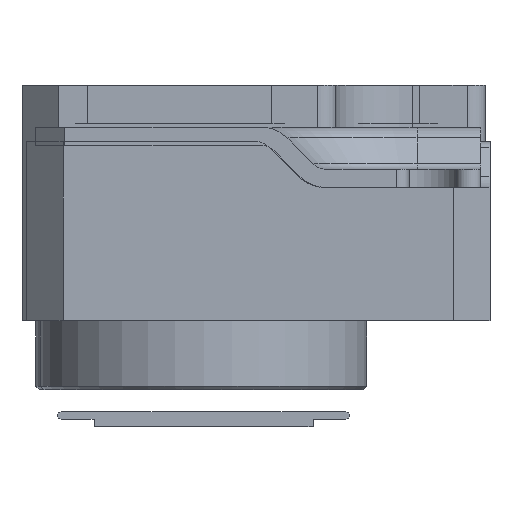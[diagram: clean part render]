
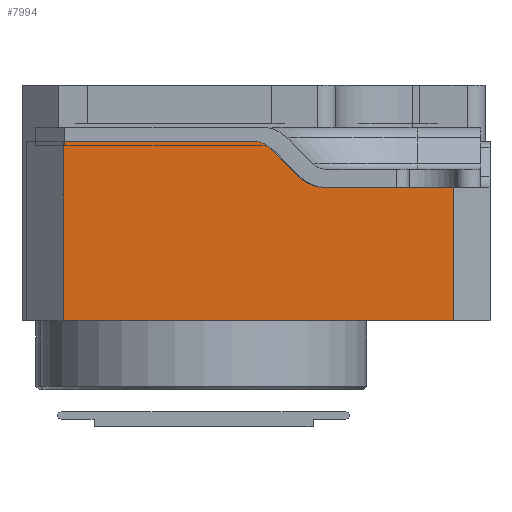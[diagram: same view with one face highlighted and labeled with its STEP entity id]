
A CAD part, front view. The second image highlights one B-rep face of the part: STEP entity #7994.
In plain terms, the highlighted planar face has unit normal (0, -1, 0).
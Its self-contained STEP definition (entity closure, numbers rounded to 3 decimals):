
#4779=CIRCLE('',#45527,1.);
#4780=CIRCLE('',#45528,0.5);
#7994=ADVANCED_FACE('',(#11758),#9774,.T.);
#9774=PLANE('',#45529);
#11758=FACE_OUTER_BOUND('',#13977,.T.);
#13977=EDGE_LOOP('',(#24665,#24666,#24667,#24668,#24669,#24670,#24671,#24672));
#24665=ORIENTED_EDGE('',*,*,#34823,.T.);
#24666=ORIENTED_EDGE('',*,*,#34838,.T.);
#24667=ORIENTED_EDGE('',*,*,#34839,.T.);
#24668=ORIENTED_EDGE('',*,*,#34840,.T.);
#24669=ORIENTED_EDGE('',*,*,#34841,.F.);
#24670=ORIENTED_EDGE('',*,*,#34842,.T.);
#24671=ORIENTED_EDGE('',*,*,#34843,.T.);
#24672=ORIENTED_EDGE('',*,*,#34844,.T.);
#29275=VERTEX_POINT('',#71735);
#29276=VERTEX_POINT('',#71737);
#29289=VERTEX_POINT('',#71767);
#29290=VERTEX_POINT('',#71769);
#29291=VERTEX_POINT('',#71771);
#29292=VERTEX_POINT('',#71773);
#29293=VERTEX_POINT('',#71775);
#29294=VERTEX_POINT('',#71777);
#34823=EDGE_CURVE('',#29276,#29275,#38959,.T.);
#34838=EDGE_CURVE('',#29275,#29289,#38970,.T.);
#34839=EDGE_CURVE('',#29289,#29290,#38971,.T.);
#34840=EDGE_CURVE('',#29290,#29291,#38972,.T.);
#34841=EDGE_CURVE('',#29292,#29291,#38973,.T.);
#34842=EDGE_CURVE('',#29292,#29293,#4779,.T.);
#34843=EDGE_CURVE('',#29293,#29294,#38974,.T.);
#34844=EDGE_CURVE('',#29294,#29276,#4780,.T.);
#38959=LINE('',#71736,#42983);
#38970=LINE('',#71766,#42994);
#38971=LINE('',#71768,#42995);
#38972=LINE('',#71770,#42996);
#38973=LINE('',#71772,#42997);
#38974=LINE('',#71776,#42998);
#42983=VECTOR('',#54132,1.);
#42994=VECTOR('',#54155,1.);
#42995=VECTOR('',#54156,1.);
#42996=VECTOR('',#54157,1.);
#42997=VECTOR('',#54158,1.);
#42998=VECTOR('',#54161,1.);
#45527=AXIS2_PLACEMENT_3D('',#71774,#54159,#54160);
#45528=AXIS2_PLACEMENT_3D('',#71778,#54162,#54163);
#45529=AXIS2_PLACEMENT_3D('',#71779,#54164,#54165);
#54132=DIRECTION('',(-1.,0.,0.));
#54155=DIRECTION('',(0.,0.,-1.));
#54156=DIRECTION('',(1.,0.,0.));
#54157=DIRECTION('',(0.,0.,1.));
#54158=DIRECTION('',(1.,0.,0.));
#54159=DIRECTION('',(0.,1.,0.));
#54160=DIRECTION('',(0.,0.,-1.));
#54161=DIRECTION('',(-0.707,0.,0.707));
#54162=DIRECTION('',(0.,-1.,0.));
#54163=DIRECTION('',(0.,0.,-1.));
#54164=DIRECTION('',(0.,-1.,0.));
#54165=DIRECTION('',(0.,0.,-1.));
#71735=CARTESIAN_POINT('',(1.,0.,4.9));
#71736=CARTESIAN_POINT('',(6.35,0.,4.9));
#71737=CARTESIAN_POINT('',(6.293,0.,4.9));
#71766=CARTESIAN_POINT('',(1.,0.,0.));
#71767=CARTESIAN_POINT('',(1.,0.,0.));
#71768=CARTESIAN_POINT('',(6.35,0.,0.));
#71769=CARTESIAN_POINT('',(11.7,0.,0.));
#71770=CARTESIAN_POINT('',(11.7,0.,0.));
#71771=CARTESIAN_POINT('',(11.7,0.,3.65));
#71772=CARTESIAN_POINT('',(7.75,0.,3.65));
#71773=CARTESIAN_POINT('',(8.164,0.,3.65));
#71774=CARTESIAN_POINT('',(8.164,0.,4.65));
#71775=CARTESIAN_POINT('',(7.457,0.,3.943));
#71776=CARTESIAN_POINT('',(8.875,0.,2.525));
#71777=CARTESIAN_POINT('',(6.646,0.,4.754));
#71778=CARTESIAN_POINT('',(6.293,0.,4.4));
#71779=CARTESIAN_POINT('',(6.35,0.,0.));
